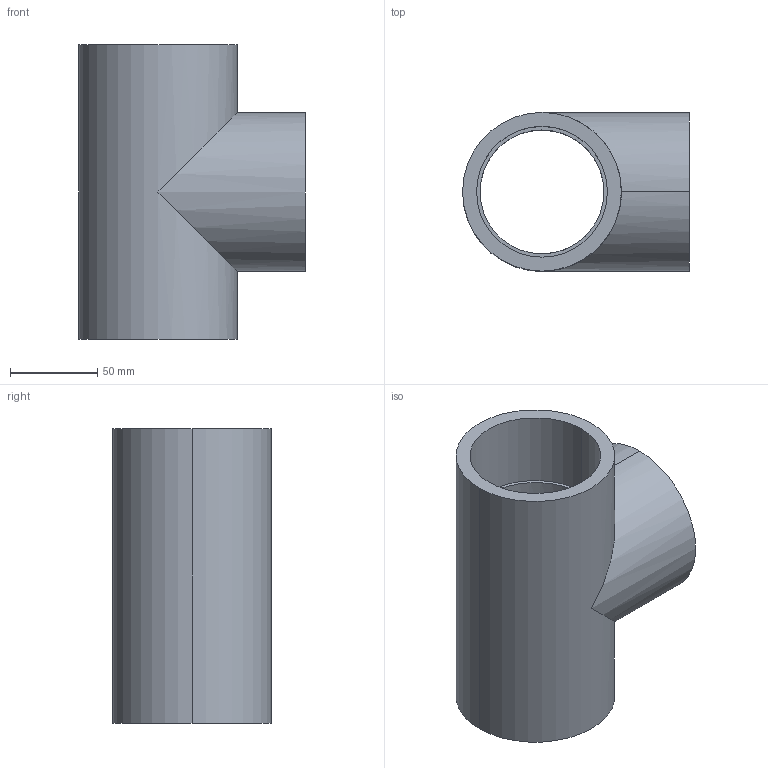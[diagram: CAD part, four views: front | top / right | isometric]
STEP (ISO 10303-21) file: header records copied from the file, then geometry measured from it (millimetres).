
FILE_DESCRIPTION(('STEP AP214'),'1');
FILE_NAME('tic075.stp','2018-05-15T07:40:05',('TraceParts'),('TraceParts S.A.'),'Spatial InterOp 3D',' ',' ');
FILE_SCHEMA(('automotive_design'));
Length unit declared in the file: millimetre
Products named in the file (1): tic075
Bounding box: 130 x 91 x 169 mm (x, y, z)
Volume: 452647.5 mm3; surface area: 111664.6 mm2
Topology: 1 solids, 1 shells, 20 faces, 48 edges, 32 vertices
Faces by surface type: cylinder 14, plane 6
Entity records: 796 total; most frequent: DIRECTION 122, CARTESIAN_POINT 101, ORIENTED_EDGE 96, AXIS2_PLACEMENT_3D 53, EDGE_CURVE 48, VERTEX_POINT 32, EDGE_LOOP 26, CIRCLE 24
